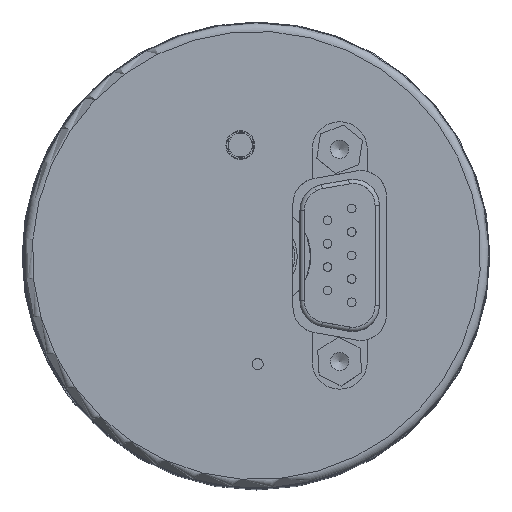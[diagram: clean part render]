
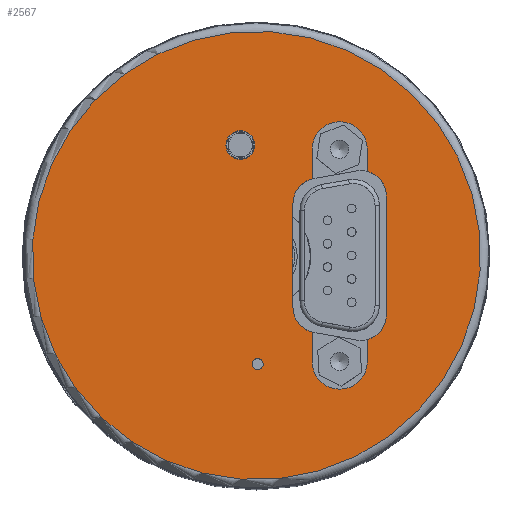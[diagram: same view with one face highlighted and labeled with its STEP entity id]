
A CAD part, top view. The second image highlights one B-rep face of the part: STEP entity #2567.
In plain terms, the highlighted planar face has unit normal (0, 0, 1).
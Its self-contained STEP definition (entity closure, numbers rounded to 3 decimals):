
#59=FACE_BOUND($,#672,.T.);
#60=FACE_BOUND($,#673,.T.);
#61=FACE_BOUND($,#674,.T.);
#62=FACE_BOUND($,#675,.T.);
#190=CIRCLE($,#2780,3.);
#194=CIRCLE($,#2786,3.);
#223=CIRCLE($,#2863,26.4);
#225=CIRCLE($,#2868,3.);
#228=CIRCLE($,#2872,0.65);
#231=CIRCLE($,#2876,3.);
#233=CIRCLE($,#2879,3.25);
#234=CIRCLE($,#2881,3.25);
#237=CIRCLE($,#2890,1.7);
#672=EDGE_LOOP($,(#2055,#2056,#2057,#2058,#2059,#2060,#2061,#2062,#2063,
#2064,#2065,#2066));
#673=EDGE_LOOP($,(#2067));
#674=EDGE_LOOP($,(#2068));
#675=EDGE_LOOP($,(#2069));
#802=LINE($,#4073,#946);
#863=LINE($,#4367,#1007);
#874=LINE($,#4413,#1018);
#877=LINE($,#4417,#1021);
#878=LINE($,#4419,#1022);
#881=LINE($,#4423,#1025);
#946=VECTOR($,#3335,14.);
#1007=VECTOR($,#3560,12.237);
#1018=VECTOR($,#3609,3.477);
#1021=VECTOR($,#3614,2.595);
#1022=VECTOR($,#3617,2.595);
#1025=VECTOR($,#3622,3.477);
#1125=VERTEX_POINT($,#4061);
#1126=VERTEX_POINT($,#4063);
#1129=VERTEX_POINT($,#4071);
#1133=VERTEX_POINT($,#4081);
#1196=VERTEX_POINT($,#4358);
#1199=VERTEX_POINT($,#4364);
#1200=VERTEX_POINT($,#4366);
#1203=VERTEX_POINT($,#4377);
#1206=VERTEX_POINT($,#4385);
#1208=VERTEX_POINT($,#4391);
#1210=VERTEX_POINT($,#4396);
#1212=VERTEX_POINT($,#4400);
#1213=VERTEX_POINT($,#4404);
#1215=VERTEX_POINT($,#4407);
#1218=VERTEX_POINT($,#4428);
#1387=EDGE_CURVE($,#1126,#1125,#190,.T.);
#1392=EDGE_CURVE($,#1125,#1129,#802,.T.);
#1397=EDGE_CURVE($,#1129,#1133,#194,.T.);
#1490=EDGE_CURVE($,#1196,#1196,#223,.T.);
#1493=EDGE_CURVE($,#1200,#1199,#863,.T.);
#1499=EDGE_CURVE($,#1203,#1200,#225,.T.);
#1503=EDGE_CURVE($,#1206,#1206,#228,.T.);
#1507=EDGE_CURVE($,#1199,#1208,#231,.T.);
#1511=EDGE_CURVE($,#1210,#1212,#233,.T.);
#1513=EDGE_CURVE($,#1215,#1213,#234,.T.);
#1516=EDGE_CURVE($,#1212,#1203,#874,.T.);
#1519=EDGE_CURVE($,#1133,#1210,#877,.T.);
#1520=EDGE_CURVE($,#1213,#1126,#878,.T.);
#1523=EDGE_CURVE($,#1208,#1215,#881,.T.);
#1525=EDGE_CURVE($,#1218,#1218,#237,.T.);
#2055=ORIENTED_EDGE($,*,*,#1519,.T.);
#2056=ORIENTED_EDGE($,*,*,#1511,.T.);
#2057=ORIENTED_EDGE($,*,*,#1516,.T.);
#2058=ORIENTED_EDGE($,*,*,#1499,.T.);
#2059=ORIENTED_EDGE($,*,*,#1493,.T.);
#2060=ORIENTED_EDGE($,*,*,#1507,.T.);
#2061=ORIENTED_EDGE($,*,*,#1523,.T.);
#2062=ORIENTED_EDGE($,*,*,#1513,.T.);
#2063=ORIENTED_EDGE($,*,*,#1520,.T.);
#2064=ORIENTED_EDGE($,*,*,#1387,.T.);
#2065=ORIENTED_EDGE($,*,*,#1392,.T.);
#2066=ORIENTED_EDGE($,*,*,#1397,.T.);
#2067=ORIENTED_EDGE($,*,*,#1525,.T.);
#2068=ORIENTED_EDGE($,*,*,#1503,.T.);
#2069=ORIENTED_EDGE($,*,*,#1490,.F.);
#2231=PLANE($,#2892);
#2567=ADVANCED_FACE($,(#59,#60,#61,#62),#2231,.T.);
#2780=AXIS2_PLACEMENT_3D($,#4064,#3326,#3327);
#2786=AXIS2_PLACEMENT_3D($,#4083,#3344,#3345);
#2863=AXIS2_PLACEMENT_3D($,#4359,#3554,#3555);
#2868=AXIS2_PLACEMENT_3D($,#4378,#3571,#3572);
#2872=AXIS2_PLACEMENT_3D($,#4386,#3580,#3581);
#2876=AXIS2_PLACEMENT_3D($,#4393,#3589,#3590);
#2879=AXIS2_PLACEMENT_3D($,#4402,#3597,#3598);
#2881=AXIS2_PLACEMENT_3D($,#4408,#3602,#3603);
#2890=AXIS2_PLACEMENT_3D($,#4429,#3629,#3630);
#2892=AXIS2_PLACEMENT_3D($,#4432,#3633,#3634);
#3326=DIRECTION('center_axis',(0.,0.,
-1.));
#3327=DIRECTION('ref_axis',(1.,0.,0.));
#3335=DIRECTION($,(0.,-1.,0.));
#3344=DIRECTION('center_axis',(0.,0.,
-1.));
#3345=DIRECTION('ref_axis',(-0.174,-0.985,0.));
#3554=DIRECTION('center_axis',(0.,0.,
-1.));
#3555=DIRECTION('ref_axis',(0.,-1.,0.));
#3560=DIRECTION($,(0.,1.,0.));
#3571=DIRECTION('center_axis',(0.,0.,
-1.));
#3572=DIRECTION('ref_axis',(-1.,0.,0.));
#3580=DIRECTION('center_axis',(0.,0.,
-1.));
#3581=DIRECTION('ref_axis',(0.,1.,0.));
#3589=DIRECTION('center_axis',(0.,0.,
-1.));
#3590=DIRECTION('ref_axis',(-0.174,0.985,0.));
#3597=DIRECTION('center_axis',(0.,0.,
-1.));
#3598=DIRECTION('ref_axis',(0.,1.,0.));
#3602=DIRECTION('center_axis',(0.,0.,
-1.));
#3603=DIRECTION('ref_axis',(0.,1.,0.));
#3609=DIRECTION($,(0.,1.,0.));
#3614=DIRECTION($,(0.,-1.,0.));
#3617=DIRECTION($,(0.,-1.,0.));
#3622=DIRECTION($,(0.,1.,0.));
#3629=DIRECTION('center_axis',(0.,0.,
-1.));
#3630=DIRECTION('ref_axis',(0.,-1.,0.));
#3633=DIRECTION('center_axis',(0.,0.,
1.));
#3634=DIRECTION('ref_axis',(-1.,0.,0.));
#4061=CARTESIAN_POINT('',(15.3,7.,98.7));
#4063=CARTESIAN_POINT('',(13.05,9.905,98.7));
#4064=CARTESIAN_POINT('Origin',(12.3,7.,98.7));
#4071=CARTESIAN_POINT('',(15.3,-7.,98.7));
#4073=CARTESIAN_POINT($,(15.3,10.35,98.7));
#4081=CARTESIAN_POINT('',(13.05,-9.905,98.7));
#4083=CARTESIAN_POINT('Origin',(12.3,-7.,98.7));
#4358=CARTESIAN_POINT('',(-25.622,6.361,98.7));
#4359=CARTESIAN_POINT('Origin',(0.,0.,
98.7));
#4364=CARTESIAN_POINT('',(4.3,6.118,98.7));
#4366=CARTESIAN_POINT('',(4.3,-6.118,98.7));
#4367=CARTESIAN_POINT($,(4.3,3.791,98.7));
#4377=CARTESIAN_POINT('',(6.55,-9.023,98.7));
#4378=CARTESIAN_POINT('Origin',(7.3,-6.118,98.7));
#4385=CARTESIAN_POINT('',(0.15,-13.45,98.7));
#4386=CARTESIAN_POINT('Origin',(0.15,-12.8,98.7));
#4391=CARTESIAN_POINT('',(6.55,9.023,98.7));
#4393=CARTESIAN_POINT('Origin',(7.3,6.118,98.7));
#4396=CARTESIAN_POINT('',(13.05,-12.5,98.7));
#4400=CARTESIAN_POINT('',(6.55,-12.5,98.7));
#4402=CARTESIAN_POINT('Origin',(9.8,-12.5,98.7));
#4404=CARTESIAN_POINT('',(13.05,12.5,98.7));
#4407=CARTESIAN_POINT('',(6.55,12.5,98.7));
#4408=CARTESIAN_POINT('Origin',(9.8,12.5,98.7));
#4413=CARTESIAN_POINT($,(6.55,0.6,98.7));
#4417=CARTESIAN_POINT($,(13.05,13.1,98.7));
#4419=CARTESIAN_POINT($,(13.05,13.1,98.7));
#4423=CARTESIAN_POINT($,(6.55,0.6,98.7));
#4428=CARTESIAN_POINT('',(-1.895,11.3,98.7));
#4429=CARTESIAN_POINT('Origin',(-1.895,13.,98.7));
#4432=CARTESIAN_POINT('Origin',(0.,13.7,98.7));
